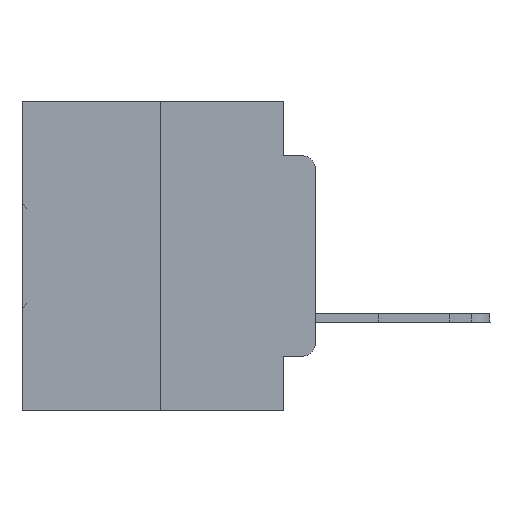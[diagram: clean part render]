
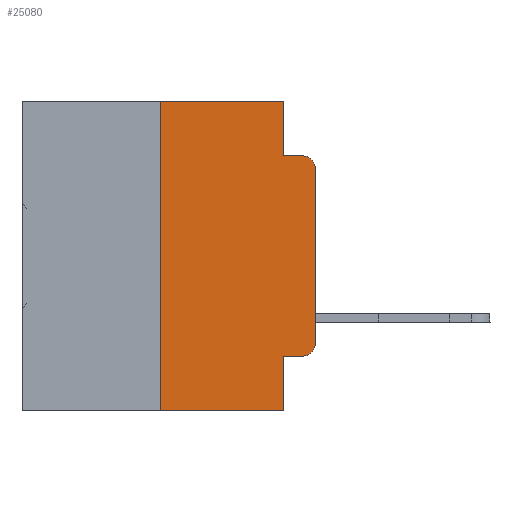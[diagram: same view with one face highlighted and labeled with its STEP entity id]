
A CAD part, left-side view. The second image highlights one B-rep face of the part: STEP entity #25080.
In plain terms, the highlighted planar face has unit normal (-1, 0, 0).
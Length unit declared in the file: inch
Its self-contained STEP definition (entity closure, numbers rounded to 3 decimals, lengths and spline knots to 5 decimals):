
#41 = DIRECTION ( 'NONE',  ( 0., -1., 0. ) ) ;
#1075 = CARTESIAN_POINT ( 'NONE',  ( 0., 0.051, -0.5 ) ) ;
#1382 = CARTESIAN_POINT ( 'NONE',  ( 0., 0.25, -0.5 ) ) ;
#1472 = AXIS2_PLACEMENT_3D ( 'NONE', #24453, #14629, #17260 ) ;
#2430 = EDGE_LOOP ( 'NONE', ( #20755, #6302, #6727, #8908, #4302, #27337, #15406, #10743, #5977, #18419 ) ) ;
#2811 = CARTESIAN_POINT ( 'NONE',  ( 0., 0.051, -0.4115 ) ) ;
#2859 = VECTOR ( 'NONE', #5812, 39.37008 ) ;
#3222 = DIRECTION ( 'NONE',  ( -1., 0., 0. ) ) ;
#3533 = CARTESIAN_POINT ( 'NONE',  ( 0., 0.25, 0. ) ) ;
#3715 = EDGE_CURVE ( 'NONE', #13580, #17097, #9928, .T. ) ;
#3724 = EDGE_CURVE ( 'NONE', #10649, #30000, #23242, .T. ) ;
#4302 = ORIENTED_EDGE ( 'NONE', *, *, #6101, .F. ) ;
#4320 = VERTEX_POINT ( 'NONE', #22844 ) ;
#4452 = AXIS2_PLACEMENT_3D ( 'NONE', #8315, #3222, #11058 ) ;
#4707 = PLANE ( 'NONE',  #21955 ) ;
#4880 = VECTOR ( 'NONE', #8477, 39.37008 ) ;
#5503 = VERTEX_POINT ( 'NONE', #2811 ) ;
#5812 = DIRECTION ( 'NONE',  ( 0., -1., 0. ) ) ;
#5889 = EDGE_CURVE ( 'NONE', #9132, #6743, #27734, .T. ) ;
#5977 = ORIENTED_EDGE ( 'NONE', *, *, #13152, .T. ) ;
#6101 = EDGE_CURVE ( 'NONE', #17097, #10649, #7362, .T. ) ;
#6302 = ORIENTED_EDGE ( 'NONE', *, *, #25790, .T. ) ;
#6727 = ORIENTED_EDGE ( 'NONE', *, *, #27645, .F. ) ;
#6743 = VERTEX_POINT ( 'NONE', #7317 ) ;
#7317 = CARTESIAN_POINT ( 'NONE',  ( 0., 0., -0.1085 ) ) ;
#7362 = LINE ( 'NONE', #22318, #26493 ) ;
#8265 = FACE_OUTER_BOUND ( 'NONE', #2430, .T. ) ;
#8315 = CARTESIAN_POINT ( 'NONE',  ( 0., 0.02, -0.3915 ) ) ;
#8477 = DIRECTION ( 'NONE',  ( 0., 0., -1. ) ) ;
#8696 = CARTESIAN_POINT ( 'NONE',  ( 0., 0., -0.3915 ) ) ;
#8908 = ORIENTED_EDGE ( 'NONE', *, *, #3724, .F. ) ;
#8977 = EDGE_CURVE ( 'NONE', #14406, #9132, #19835, .T. ) ;
#9020 = CIRCLE ( 'NONE', #1472, 0.02 ) ;
#9132 = VERTEX_POINT ( 'NONE', #8696 ) ;
#9706 = VECTOR ( 'NONE', #15437, 39.37008 ) ;
#9928 = LINE ( 'NONE', #24796, #32205 ) ;
#10649 = VERTEX_POINT ( 'NONE', #29938 ) ;
#10743 = ORIENTED_EDGE ( 'NONE', *, *, #26086, .F. ) ;
#11058 = DIRECTION ( 'NONE',  ( 0., 0., -1. ) ) ;
#11619 = EDGE_CURVE ( 'NONE', #13580, #19674, #18929, .T. ) ;
#12068 = LINE ( 'NONE', #21320, #24589 ) ;
#12949 = DIRECTION ( 'NONE',  ( 0., 0., 1. ) ) ;
#13152 = EDGE_CURVE ( 'NONE', #5503, #14406, #29634, .T. ) ;
#13580 = VERTEX_POINT ( 'NONE', #1382 ) ;
#14088 = DIRECTION ( 'NONE',  ( 0., 0., -1. ) ) ;
#14406 = VERTEX_POINT ( 'NONE', #15597 ) ;
#14629 = DIRECTION ( 'NONE',  ( -1., 0., 0. ) ) ;
#15406 = ORIENTED_EDGE ( 'NONE', *, *, #11619, .T. ) ;
#15437 = DIRECTION ( 'NONE',  ( 0., -1., 0. ) ) ;
#15597 = CARTESIAN_POINT ( 'NONE',  ( 0., 0.02, -0.4115 ) ) ;
#17097 = VERTEX_POINT ( 'NONE', #3533 ) ;
#17260 = DIRECTION ( 'NONE',  ( 0., 0., -1. ) ) ;
#18419 = ORIENTED_EDGE ( 'NONE', *, *, #8977, .T. ) ;
#18886 = CARTESIAN_POINT ( 'NONE',  ( 0., 0.051, -0.0885 ) ) ;
#18929 = LINE ( 'NONE', #28296, #2859 ) ;
#19062 = DIRECTION ( 'NONE',  ( 0., -1., 0. ) ) ;
#19674 = VERTEX_POINT ( 'NONE', #1075 ) ;
#19835 = CIRCLE ( 'NONE', #4452, 0.02 ) ;
#20382 = CARTESIAN_POINT ( 'NONE',  ( 0., 0.051, 0. ) ) ;
#20755 = ORIENTED_EDGE ( 'NONE', *, *, #5889, .T. ) ;
#21048 = CARTESIAN_POINT ( 'NONE',  ( 0., 0.473, 0. ) ) ;
#21120 = VECTOR ( 'NONE', #27564, 39.37008 ) ;
#21320 = CARTESIAN_POINT ( 'NONE',  ( 0., 0.051, -0.0885 ) ) ;
#21932 = LINE ( 'NONE', #20382, #21120 ) ;
#21955 = AXIS2_PLACEMENT_3D ( 'NONE', #21048, #23675, #14088 ) ;
#22318 = CARTESIAN_POINT ( 'NONE',  ( 0., 0.473, 0. ) ) ;
#22844 = CARTESIAN_POINT ( 'NONE',  ( 0., 0.02, -0.0885 ) ) ;
#23242 = LINE ( 'NONE', #23578, #4880 ) ;
#23578 = CARTESIAN_POINT ( 'NONE',  ( 0., 0.051, 0. ) ) ;
#23675 = DIRECTION ( 'NONE',  ( 1., 0., 0. ) ) ;
#24453 = CARTESIAN_POINT ( 'NONE',  ( 0., 0.02, -0.1085 ) ) ;
#24589 = VECTOR ( 'NONE', #19062, 39.37008 ) ;
#24796 = CARTESIAN_POINT ( 'NONE',  ( 0., 0.25, 0. ) ) ;
#25080 = ADVANCED_FACE ( 'NONE', ( #8265 ), #4707, .F. ) ;
#25790 = EDGE_CURVE ( 'NONE', #6743, #4320, #9020, .T. ) ;
#26086 = EDGE_CURVE ( 'NONE', #5503, #19674, #21932, .T. ) ;
#26493 = VECTOR ( 'NONE', #41, 39.37008 ) ;
#26901 = CARTESIAN_POINT ( 'NONE',  ( 0., 0., 0. ) ) ;
#27337 = ORIENTED_EDGE ( 'NONE', *, *, #3715, .F. ) ;
#27564 = DIRECTION ( 'NONE',  ( 0., 0., -1. ) ) ;
#27645 = EDGE_CURVE ( 'NONE', #30000, #4320, #12068, .T. ) ;
#27734 = LINE ( 'NONE', #26901, #31294 ) ;
#28296 = CARTESIAN_POINT ( 'NONE',  ( 0., 0.473, -0.5 ) ) ;
#29318 = DIRECTION ( 'NONE',  ( 0., 0., 1. ) ) ;
#29634 = LINE ( 'NONE', #31724, #9706 ) ;
#29938 = CARTESIAN_POINT ( 'NONE',  ( 0., 0.051, 0. ) ) ;
#30000 = VERTEX_POINT ( 'NONE', #18886 ) ;
#31294 = VECTOR ( 'NONE', #29318, 39.37008 ) ;
#31724 = CARTESIAN_POINT ( 'NONE',  ( 0., 0.051, -0.4115 ) ) ;
#32205 = VECTOR ( 'NONE', #12949, 39.37008 ) ;
